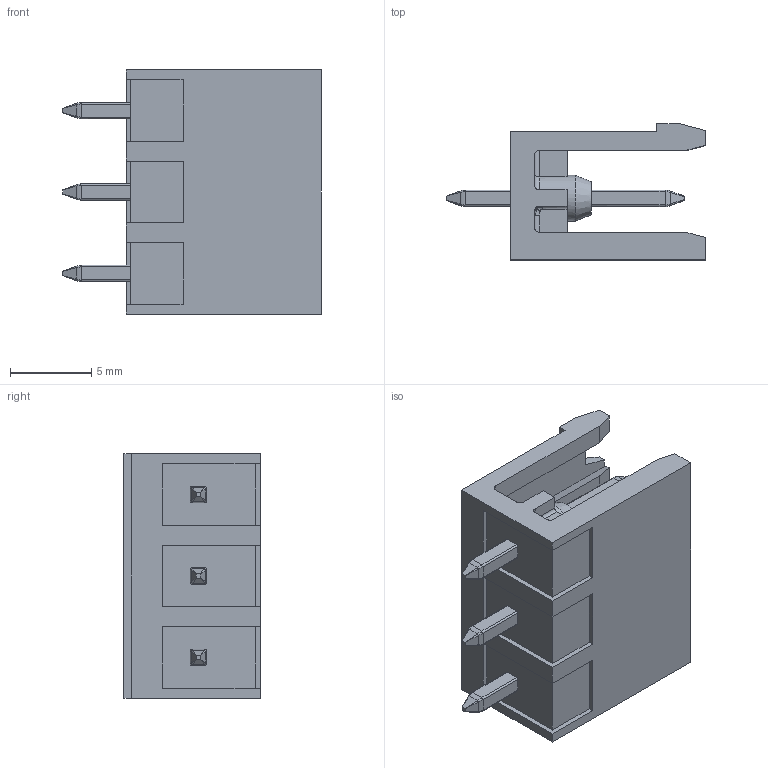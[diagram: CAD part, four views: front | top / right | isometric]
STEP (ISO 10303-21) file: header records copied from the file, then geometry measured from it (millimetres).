
FILE_DESCRIPTION((''),'2;1');
FILE_NAME('\11516_1_STL_950_3_500-V.stp','2012-01-27T10:00:39',('svogel'),(''),'Autodesk Inventor 2011','Autodesk Inventor 2011','');
FILE_SCHEMA(('AUTOMOTIVE_DESIGN { 1 0 10303 214 1 1 1 1 }'));
Length unit declared in the file: millimetre
Products named in the file (1): 11516_1_STL950_3_500-V.stp
Bounding box: 15.9 x 8.38 x 15 mm (x, y, z)
Volume: 612.1 mm3; surface area: 1273.1 mm2
Topology: 1 solids, 1 shells, 359 faces, 942 edges, 579 vertices
Faces by surface type: plane 157, cylinder 100, bspline 84, cone 12, torus 6
Full cylindrical faces by diameter (mm): 2.8 x3
Entity records: 22990 total; most frequent: CARTESIAN_POINT 14961, ORIENTED_EDGE 1842, DIRECTION 1358, EDGE_CURVE 921, VERTEX_POINT 576, VECTOR 484, LINE 484, AXIS2_PLACEMENT_3D 437
